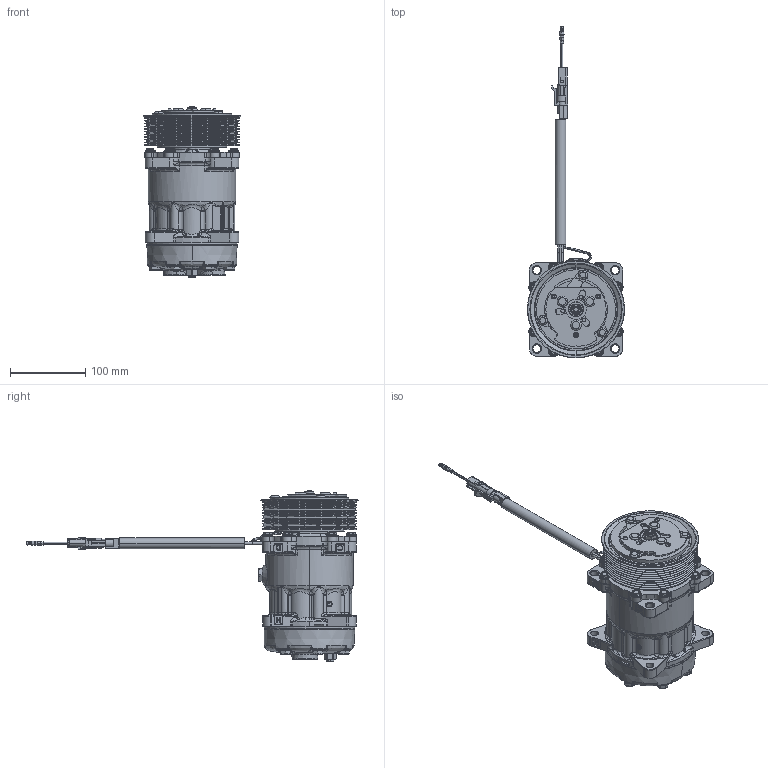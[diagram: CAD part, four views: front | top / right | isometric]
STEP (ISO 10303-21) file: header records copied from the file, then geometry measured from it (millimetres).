
FILE_DESCRIPTION (( 'STEP AP203' ), '1' );
FILE_NAME ('4872.STEP', '2010-01-08T18:55:44', ( '' ), ( '' ), 'SwSTEP 2.0', 'SolidWorks 2007', '' );
FILE_SCHEMA (( 'CONFIG_CONTROL_DESIGN' ));
Length unit declared in the file: millimetre
Products named in the file (1): 4872
Bounding box: 129 x 440.33 x 226.74 mm (x, y, z)
Volume: 2249640.3 mm3; surface area: 262311.4 mm2
Topology: 1 solids, 7 shells, 2658 faces, 6667 edges, 4020 vertices
Faces by surface type: bspline 808, plane 707, cylinder 679, cone 348, torus 116
Entity records: 145658 total; most frequent: CARTESIAN_POINT 87647, ORIENTED_EDGE 13238, DIRECTION 10757, EDGE_CURVE 6619, AXIS2_PLACEMENT_3D 4335, VERTEX_POINT 4032, EDGE_LOOP 2859, FACE_OUTER_BOUND 2674
